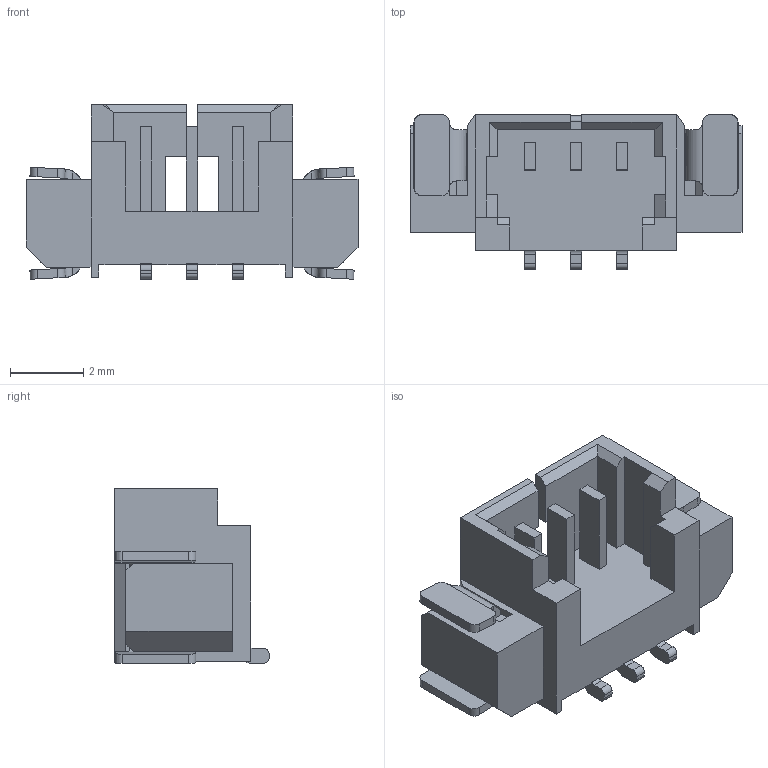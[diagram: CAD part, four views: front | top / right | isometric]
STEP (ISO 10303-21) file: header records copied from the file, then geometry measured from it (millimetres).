
FILE_DESCRIPTION((''),'2;1');
FILE_NAME('C-1734260-3','2019-04-30T07:16:28',('workeradm'),('TE Connectivity Ltd.'),'CREO PARAMETRIC BY PTC INC, 2018190','CREO PARAMETRIC BY PTC INC, 2018190','');
FILE_SCHEMA(('AUTOMOTIVE_DESIGN { 1 0 10303 214 1 1 1 1 }'));
Length unit declared in the file: millimetre
Products named in the file (1): C-1734260-3
Bounding box: 9.04 x 4.2 x 4.75 mm (x, y, z)
Volume: 71.6 mm3; surface area: 230.2 mm2
Topology: 1 solids, 1 shells, 218 faces, 605 edges, 392 vertices
Faces by surface type: plane 168, cylinder 50
Entity records: 7042 total; most frequent: CARTESIAN_POINT 1378, ORIENTED_EDGE 1210, DIRECTION 1117, EDGE_CURVE 605, VECTOR 497, LINE 497, VERTEX_POINT 392, AXIS2_PLACEMENT_3D 310
